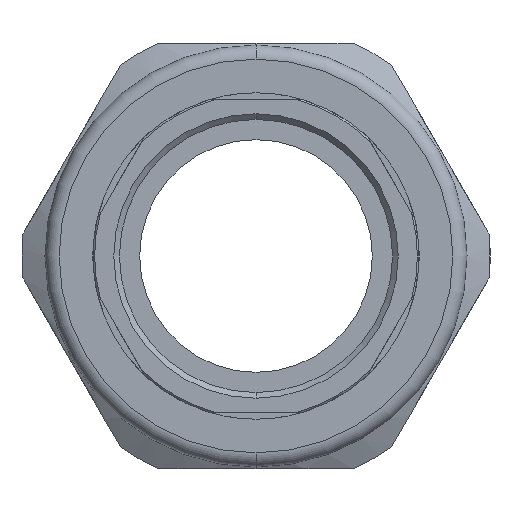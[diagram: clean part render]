
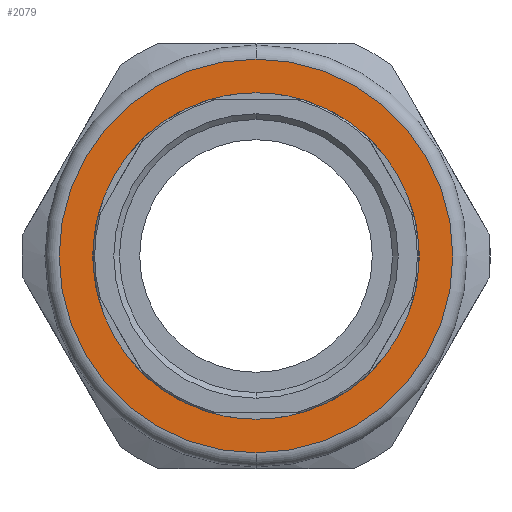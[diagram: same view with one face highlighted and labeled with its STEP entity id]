
A CAD part, left-side view. The second image highlights one B-rep face of the part: STEP entity #2079.
In plain terms, the highlighted planar face has unit normal (-1, 0, 0).
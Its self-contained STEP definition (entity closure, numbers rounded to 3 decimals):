
#21 = AXIS2_PLACEMENT_3D ( 'NONE', #386, #2600, #1500 ) ;
#165 = VERTEX_POINT ( 'NONE', #937 ) ;
#167 = CARTESIAN_POINT ( 'NONE',  ( -6.13, 0., 0. ) ) ;
#217 = EDGE_CURVE ( 'NONE', #3089, #165, #1386, .T. ) ;
#279 = ORIENTED_EDGE ( 'NONE', *, *, #217, .T. ) ;
#288 = EDGE_CURVE ( 'NONE', #1609, #709, #1836, .T. ) ;
#386 = CARTESIAN_POINT ( 'NONE',  ( -6.13, 0., 0. ) ) ;
#423 = PLANE ( 'NONE',  #21 ) ;
#435 = AXIS2_PLACEMENT_3D ( 'NONE', #1962, #1155, #612 ) ;
#530 = AXIS2_PLACEMENT_3D ( 'NONE', #3239, #2381, #2397 ) ;
#612 = DIRECTION ( 'NONE',  ( 0., 0., -1. ) ) ;
#709 = VERTEX_POINT ( 'NONE', #2755 ) ;
#724 = CARTESIAN_POINT ( 'NONE',  ( -6.13, 0., 23. ) ) ;
#728 = DIRECTION ( 'NONE',  ( 0., 0., 1. ) ) ;
#937 = CARTESIAN_POINT ( 'NONE',  ( -6.13, 0., -23. ) ) ;
#959 = ORIENTED_EDGE ( 'NONE', *, *, #288, .F. ) ;
#1064 = CARTESIAN_POINT ( 'NONE',  ( -6.13, 0., 0. ) ) ;
#1155 = DIRECTION ( 'NONE',  ( 1., 0., 0. ) ) ;
#1308 = EDGE_CURVE ( 'NONE', #165, #3089, #2646, .T. ) ;
#1386 = CIRCLE ( 'NONE', #1775, 23. ) ;
#1387 = EDGE_LOOP ( 'NONE', ( #959, #2701 ) ) ;
#1500 = DIRECTION ( 'NONE',  ( 0., 0., 1. ) ) ;
#1605 = DIRECTION ( 'NONE',  ( 1., 0., 0. ) ) ;
#1609 = VERTEX_POINT ( 'NONE', #2176 ) ;
#1775 = AXIS2_PLACEMENT_3D ( 'NONE', #1064, #1605, #3189 ) ;
#1836 = CIRCLE ( 'NONE', #530, 27.75 ) ;
#1962 = CARTESIAN_POINT ( 'NONE',  ( -6.13, 0., 0. ) ) ;
#1982 = EDGE_LOOP ( 'NONE', ( #279, #2200 ) ) ;
#2079 = ADVANCED_FACE ( 'NONE', ( #3354, #2833 ), #423, .T. ) ;
#2143 = CIRCLE ( 'NONE', #435, 27.75 ) ;
#2176 = CARTESIAN_POINT ( 'NONE',  ( -6.13, 0., -27.75 ) ) ;
#2200 = ORIENTED_EDGE ( 'NONE', *, *, #1308, .T. ) ;
#2381 = DIRECTION ( 'NONE',  ( 1., 0., 0. ) ) ;
#2397 = DIRECTION ( 'NONE',  ( 0., 0., -1. ) ) ;
#2590 = DIRECTION ( 'NONE',  ( 1., 0., 0. ) ) ;
#2600 = DIRECTION ( 'NONE',  ( -1., 0., 0. ) ) ;
#2646 = CIRCLE ( 'NONE', #3254, 23. ) ;
#2701 = ORIENTED_EDGE ( 'NONE', *, *, #3376, .F. ) ;
#2755 = CARTESIAN_POINT ( 'NONE',  ( -6.13, 0., 27.75 ) ) ;
#2833 = FACE_OUTER_BOUND ( 'NONE', #1387, .T. ) ;
#3089 = VERTEX_POINT ( 'NONE', #724 ) ;
#3189 = DIRECTION ( 'NONE',  ( 0., 0., 1. ) ) ;
#3239 = CARTESIAN_POINT ( 'NONE',  ( -6.13, 0., 0. ) ) ;
#3254 = AXIS2_PLACEMENT_3D ( 'NONE', #167, #2590, #728 ) ;
#3354 = FACE_BOUND ( 'NONE', #1982, .T. ) ;
#3376 = EDGE_CURVE ( 'NONE', #709, #1609, #2143, .T. ) ;
